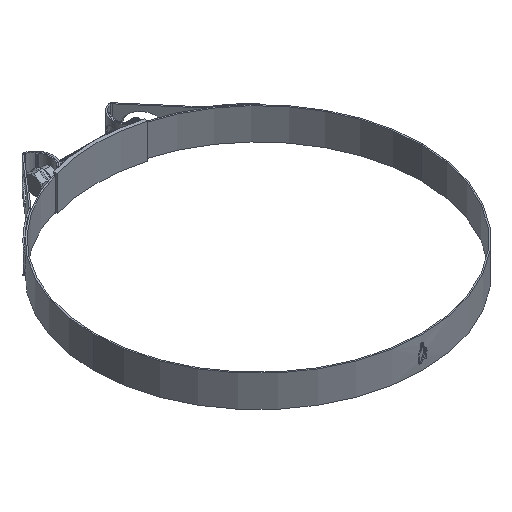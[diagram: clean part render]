
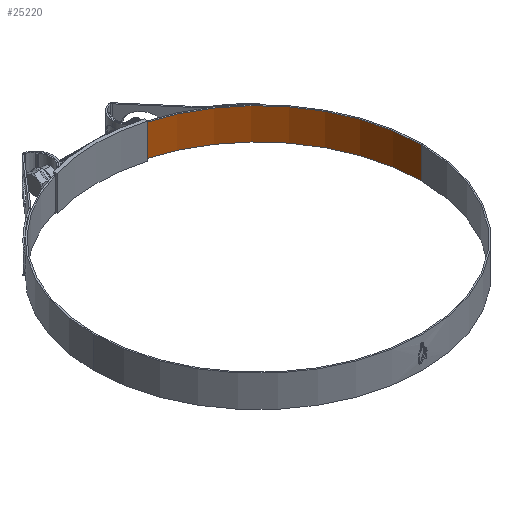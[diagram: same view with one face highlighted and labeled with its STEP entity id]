
A CAD part, isometric view. The second image highlights one B-rep face of the part: STEP entity #25220.
In plain terms, the highlighted cylindrical face has radius 145.5 mm (diameter 291 mm), a partial arc.
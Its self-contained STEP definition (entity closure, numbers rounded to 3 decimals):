
#974 = VERTEX_POINT ( 'NONE', #8624 ) ;
#2704 = DIRECTION ( 'NONE',  ( 0., 0., -1. ) ) ;
#2898 = CARTESIAN_POINT ( 'NONE',  ( 38.25, 140.382, 14. ) ) ;
#3480 = LINE ( 'NONE', #27272, #15850 ) ;
#5387 = ORIENTED_EDGE ( 'NONE', *, *, #23483, .T. ) ;
#5499 = DIRECTION ( 'NONE',  ( 0., 0., -1. ) ) ;
#6208 = CARTESIAN_POINT ( 'NONE',  ( 0., 0., 14. ) ) ;
#8442 = EDGE_CURVE ( 'NONE', #10131, #31890, #26892, .T. ) ;
#8469 = CARTESIAN_POINT ( 'NONE',  ( 38.25, 140.382, 14. ) ) ;
#8624 = CARTESIAN_POINT ( 'NONE',  ( 145.5, 0., -14. ) ) ;
#10131 = VERTEX_POINT ( 'NONE', #8469 ) ;
#11077 = DIRECTION ( 'NONE',  ( -1., 0., 0. ) ) ;
#13735 = VECTOR ( 'NONE', #2704, 1000. ) ;
#14051 = CARTESIAN_POINT ( 'NONE',  ( 0., 0., -14. ) ) ;
#14321 = ORIENTED_EDGE ( 'NONE', *, *, #22535, .F. ) ;
#15301 = CIRCLE ( 'NONE', #37478, 145.5 ) ;
#15850 = VECTOR ( 'NONE', #30824, 1000. ) ;
#17884 = CARTESIAN_POINT ( 'NONE',  ( 145.5, 0., 14. ) ) ;
#18302 = DIRECTION ( 'NONE',  ( 0., 0., -1. ) ) ;
#18693 = DIRECTION ( 'NONE',  ( -1., 0., 0. ) ) ;
#20060 = ORIENTED_EDGE ( 'NONE', *, *, #8442, .T. ) ;
#22535 = EDGE_CURVE ( 'NONE', #24928, #974, #3480, .T. ) ;
#23005 = ORIENTED_EDGE ( 'NONE', *, *, #38814, .F. ) ;
#23483 = EDGE_CURVE ( 'NONE', #31890, #974, #26644, .T. ) ;
#24336 = EDGE_LOOP ( 'NONE', ( #14321, #23005, #20060, #5387 ) ) ;
#24928 = VERTEX_POINT ( 'NONE', #17884 ) ;
#25220 = ADVANCED_FACE ( 'NONE', ( #30092 ), #29305, .F. ) ;
#26644 = CIRCLE ( 'NONE', #27919, 145.5 ) ;
#26892 = LINE ( 'NONE', #2898, #13735 ) ;
#26924 = CARTESIAN_POINT ( 'NONE',  ( 0., 0., 14. ) ) ;
#27272 = CARTESIAN_POINT ( 'NONE',  ( 145.5, 0., 14. ) ) ;
#27919 = AXIS2_PLACEMENT_3D ( 'NONE', #14051, #28735, #11077 ) ;
#28735 = DIRECTION ( 'NONE',  ( 0., 0., -1. ) ) ;
#29305 = CYLINDRICAL_SURFACE ( 'NONE', #30997, 145.5 ) ;
#30092 = FACE_OUTER_BOUND ( 'NONE', #24336, .T. ) ;
#30824 = DIRECTION ( 'NONE',  ( 0., 0., -1. ) ) ;
#30997 = AXIS2_PLACEMENT_3D ( 'NONE', #26924, #5499, #32469 ) ;
#31313 = CARTESIAN_POINT ( 'NONE',  ( 38.25, 140.382, -14. ) ) ;
#31890 = VERTEX_POINT ( 'NONE', #31313 ) ;
#32469 = DIRECTION ( 'NONE',  ( -1., 0., 0. ) ) ;
#37478 = AXIS2_PLACEMENT_3D ( 'NONE', #6208, #18302, #18693 ) ;
#38814 = EDGE_CURVE ( 'NONE', #10131, #24928, #15301, .T. ) ;
